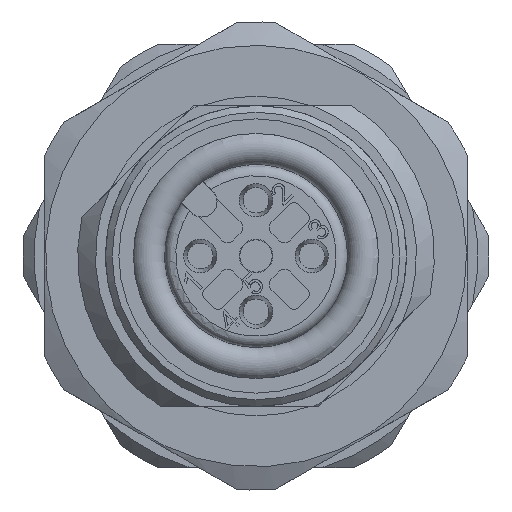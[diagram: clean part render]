
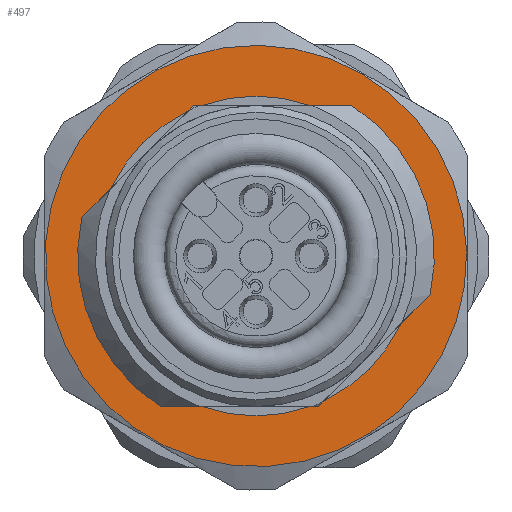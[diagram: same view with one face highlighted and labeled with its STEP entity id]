
A CAD part, front view. The second image highlights one B-rep face of the part: STEP entity #497.
In plain terms, the highlighted planar face has unit normal (0, -1, 0).
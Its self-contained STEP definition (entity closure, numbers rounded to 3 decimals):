
#275=FACE_BOUND('',#1009,.T.);
#276=FACE_BOUND('',#1010,.T.);
#376=PLANE('',#4421);
#497=ADVANCED_FACE('',(#275,#276),#376,.T.);
#1009=EDGE_LOOP('',(#2057));
#1010=EDGE_LOOP('',(#2058,#2059,#2060,#2061,#2062,#2063,#2064,#2065,#2066,
#2067,#2068,#2069,#2070,#2071));
#1302=LINE('',#6029,#1609);
#1304=LINE('',#6032,#1611);
#1310=LINE('',#6048,#1617);
#1311=LINE('',#6049,#1618);
#1317=LINE('',#6065,#1624);
#1319=LINE('',#6068,#1626);
#1324=LINE('',#6082,#1631);
#1325=LINE('',#6083,#1632);
#1609=VECTOR('',#4871,1.);
#1611=VECTOR('',#4873,1.);
#1617=VECTOR('',#4881,1.);
#1618=VECTOR('',#4882,1.);
#1624=VECTOR('',#4890,1.);
#1626=VECTOR('',#4892,1.);
#1631=VECTOR('',#4899,1.);
#1632=VECTOR('',#4900,1.);
#2057=ORIENTED_EDGE('',*,*,#3658,.F.);
#2058=ORIENTED_EDGE('',*,*,#3631,.F.);
#2059=ORIENTED_EDGE('',*,*,#3638,.F.);
#2060=ORIENTED_EDGE('',*,*,#3659,.F.);
#2061=ORIENTED_EDGE('',*,*,#3639,.F.);
#2062=ORIENTED_EDGE('',*,*,#3614,.F.);
#2063=ORIENTED_EDGE('',*,*,#3654,.T.);
#2064=ORIENTED_EDGE('',*,*,#3660,.F.);
#2065=ORIENTED_EDGE('',*,*,#3655,.T.);
#2066=ORIENTED_EDGE('',*,*,#3646,.T.);
#2067=ORIENTED_EDGE('',*,*,#3661,.F.);
#2068=ORIENTED_EDGE('',*,*,#3648,.T.);
#2069=ORIENTED_EDGE('',*,*,#3591,.F.);
#2070=ORIENTED_EDGE('',*,*,#3629,.F.);
#2071=ORIENTED_EDGE('',*,*,#3662,.F.);
#3168=VERTEX_POINT('',#5921);
#3170=VERTEX_POINT('',#5924);
#3185=VERTEX_POINT('',#5986);
#3186=VERTEX_POINT('',#5988);
#3195=VERTEX_POINT('',#6028);
#3196=VERTEX_POINT('',#6031);
#3197=VERTEX_POINT('',#6033);
#3201=VERTEX_POINT('',#6047);
#3202=VERTEX_POINT('',#6050);
#3206=VERTEX_POINT('',#6064);
#3207=VERTEX_POINT('',#6066);
#3208=VERTEX_POINT('',#6069);
#3211=VERTEX_POINT('',#6081);
#3212=VERTEX_POINT('',#6084);
#3214=VERTEX_POINT('',#6090);
#3591=EDGE_CURVE('',#3168,#3170,#4195,.T.);
#3614=EDGE_CURVE('',#3185,#3186,#4204,.T.);
#3629=EDGE_CURVE('',#3195,#3168,#1302,.T.);
#3631=EDGE_CURVE('',#3196,#3197,#1304,.T.);
#3638=EDGE_CURVE('',#3201,#3196,#1310,.T.);
#3639=EDGE_CURVE('',#3186,#3202,#1311,.T.);
#3646=EDGE_CURVE('',#3207,#3206,#1317,.T.);
#3648=EDGE_CURVE('',#3208,#3170,#1319,.T.);
#3654=EDGE_CURVE('',#3185,#3211,#1324,.T.);
#3655=EDGE_CURVE('',#3212,#3207,#1325,.T.);
#3658=EDGE_CURVE('',#3214,#3214,#4211,.T.);
#3659=EDGE_CURVE('',#3202,#3201,#4212,.T.);
#3660=EDGE_CURVE('',#3212,#3211,#4213,.T.);
#3661=EDGE_CURVE('',#3208,#3206,#4214,.T.);
#3662=EDGE_CURVE('',#3197,#3195,#4215,.T.);
#4195=CIRCLE('',#4381,8.);
#4204=CIRCLE('',#4397,8.);
#4211=CIRCLE('',#4416,9.45);
#4212=CIRCLE('',#4417,7.172);
#4213=CIRCLE('',#4418,7.172);
#4214=CIRCLE('',#4419,7.172);
#4215=CIRCLE('',#4420,7.172);
#4381=AXIS2_PLACEMENT_3D('',#5923,#4796,#4797);
#4397=AXIS2_PLACEMENT_3D('',#5987,#4836,#4837);
#4416=AXIS2_PLACEMENT_3D('',#6089,#4905,#4906);
#4417=AXIS2_PLACEMENT_3D('',#6091,#4907,#4908);
#4418=AXIS2_PLACEMENT_3D('',#6092,#4909,#4910);
#4419=AXIS2_PLACEMENT_3D('',#6093,#4911,#4912);
#4420=AXIS2_PLACEMENT_3D('',#6094,#4913,#4914);
#4421=AXIS2_PLACEMENT_3D('',#6095,#4915,#4916);
#4796=DIRECTION('',(0.,-1.,0.));
#4797=DIRECTION('',(0.,0.,1.));
#4836=DIRECTION('',(0.,-1.,0.));
#4837=DIRECTION('',(0.,0.,1.));
#4871=DIRECTION('',(-0.707,0.,-0.707));
#4873=DIRECTION('',(-0.707,0.,-0.707));
#4881=DIRECTION('',(-1.,0.,0.));
#4882=DIRECTION('',(-1.,0.,0.));
#4890=DIRECTION('',(-1.,0.,0.));
#4892=DIRECTION('',(-1.,0.,0.));
#4899=DIRECTION('',(-0.707,0.,-0.707));
#4900=DIRECTION('',(-0.707,0.,-0.707));
#4905=DIRECTION('',(0.,1.,0.));
#4906=DIRECTION('',(0.5,0.,0.866));
#4907=DIRECTION('',(0.,-1.,0.));
#4908=DIRECTION('',(-0.5,0.,-0.866));
#4909=DIRECTION('',(0.,-1.,0.));
#4910=DIRECTION('',(-0.5,0.,-0.866));
#4911=DIRECTION('',(0.,-1.,0.));
#4912=DIRECTION('',(-0.5,0.,-0.866));
#4913=DIRECTION('',(0.,-1.,0.));
#4914=DIRECTION('',(-0.5,0.,-0.866));
#4915=DIRECTION('',(0.,-1.,0.));
#4916=DIRECTION('',(0.5,0.,0.866));
#5921=CARTESIAN_POINT('',(3.976,-2.285,1.737));
#5923=CARTESIAN_POINT('',(11.785,-2.285,0.));
#5924=CARTESIAN_POINT('',(7.491,-2.285,-6.75));
#5986=CARTESIAN_POINT('',(19.595,-2.285,-1.737));
#5987=CARTESIAN_POINT('',(11.785,-2.285,0.));
#5988=CARTESIAN_POINT('',(16.079,-2.285,6.75));
#6028=CARTESIAN_POINT('',(5.298,-2.285,3.059));
#6029=CARTESIAN_POINT('',(2.951,-2.285,0.711));
#6031=CARTESIAN_POINT('',(8.989,-2.285,6.75));
#6032=CARTESIAN_POINT('',(2.951,-2.285,0.711));
#6033=CARTESIAN_POINT('',(8.726,-2.285,6.487));
#6047=CARTESIAN_POINT('',(9.361,-2.285,6.75));
#6048=CARTESIAN_POINT('',(8.989,-2.285,6.75));
#6049=CARTESIAN_POINT('',(8.989,-2.285,6.75));
#6050=CARTESIAN_POINT('',(14.209,-2.285,6.75));
#6064=CARTESIAN_POINT('',(14.209,-2.285,-6.75));
#6065=CARTESIAN_POINT('',(6.041,-2.285,-6.75));
#6066=CARTESIAN_POINT('',(14.581,-2.285,-6.75));
#6068=CARTESIAN_POINT('',(6.041,-2.285,-6.75));
#6069=CARTESIAN_POINT('',(9.361,-2.285,-6.75));
#6081=CARTESIAN_POINT('',(18.272,-2.285,-3.059));
#6082=CARTESIAN_POINT('',(14.581,-2.285,-6.75));
#6083=CARTESIAN_POINT('',(14.581,-2.285,-6.75));
#6084=CARTESIAN_POINT('',(14.844,-2.285,-6.487));
#6089=CARTESIAN_POINT('',(11.785,-2.285,0.));
#6090=CARTESIAN_POINT('',(16.51,-2.285,8.184));
#6091=CARTESIAN_POINT('',(11.785,-2.285,0.));
#6092=CARTESIAN_POINT('',(11.785,-2.285,0.));
#6093=CARTESIAN_POINT('',(11.785,-2.285,0.));
#6094=CARTESIAN_POINT('',(11.785,-2.285,0.));
#6095=CARTESIAN_POINT('',(11.785,-2.285,0.));
